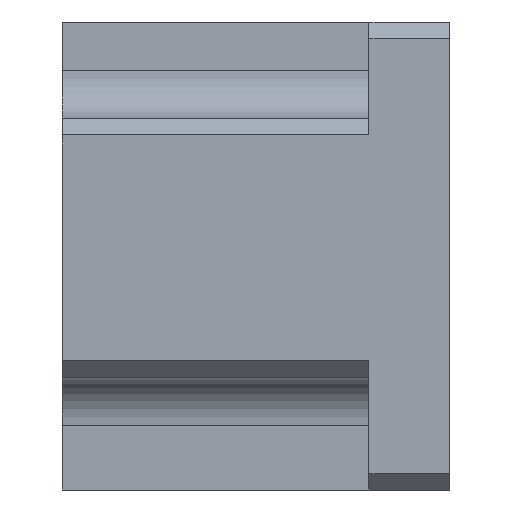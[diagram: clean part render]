
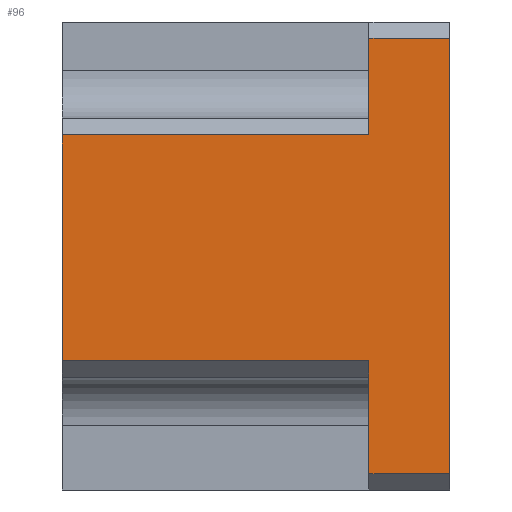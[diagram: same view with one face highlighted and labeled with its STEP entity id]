
A CAD part, left-side view. The second image highlights one B-rep face of the part: STEP entity #96.
In plain terms, the highlighted planar face has unit normal (-1, 0, 0).
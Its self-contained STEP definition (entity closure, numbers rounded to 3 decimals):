
#96=ADVANCED_FACE('',(#155),#130,.F.);
#130=PLANE('',#698);
#155=FACE_OUTER_BOUND('',#177,.T.);
#177=EDGE_LOOP('',(#226,#227,#228,#229,#230,#231,#232,#233));
#226=ORIENTED_EDGE('',*,*,#459,.F.);
#227=ORIENTED_EDGE('',*,*,#460,.T.);
#228=ORIENTED_EDGE('',*,*,#461,.F.);
#229=ORIENTED_EDGE('',*,*,#462,.T.);
#230=ORIENTED_EDGE('',*,*,#463,.T.);
#231=ORIENTED_EDGE('',*,*,#464,.T.);
#232=ORIENTED_EDGE('',*,*,#465,.T.);
#233=ORIENTED_EDGE('',*,*,#466,.T.);
#398=VERTEX_POINT('',#928);
#399=VERTEX_POINT('',#929);
#400=VERTEX_POINT('',#931);
#401=VERTEX_POINT('',#933);
#402=VERTEX_POINT('',#935);
#403=VERTEX_POINT('',#937);
#404=VERTEX_POINT('',#939);
#405=VERTEX_POINT('',#941);
#459=EDGE_CURVE('',#398,#399,#545,.T.);
#460=EDGE_CURVE('',#398,#400,#546,.T.);
#461=EDGE_CURVE('',#401,#400,#547,.T.);
#462=EDGE_CURVE('',#401,#402,#548,.T.);
#463=EDGE_CURVE('',#402,#403,#549,.T.);
#464=EDGE_CURVE('',#403,#404,#550,.T.);
#465=EDGE_CURVE('',#404,#405,#551,.T.);
#466=EDGE_CURVE('',#405,#399,#552,.T.);
#545=LINE('',#927,#614);
#546=LINE('',#930,#615);
#547=LINE('',#932,#616);
#548=LINE('',#934,#617);
#549=LINE('',#936,#618);
#550=LINE('',#938,#619);
#551=LINE('',#940,#620);
#552=LINE('',#942,#621);
#614=VECTOR('',#753,1.);
#615=VECTOR('',#754,1.);
#616=VECTOR('',#755,1.);
#617=VECTOR('',#756,1.);
#618=VECTOR('',#757,1.);
#619=VECTOR('',#758,1.);
#620=VECTOR('',#759,1.);
#621=VECTOR('',#760,1.);
#698=AXIS2_PLACEMENT_3D('',#943,#761,#762);
#753=DIRECTION('',(0.,0.,1.));
#754=DIRECTION('',(0.,-1.,0.));
#755=DIRECTION('',(0.,0.,1.));
#756=DIRECTION('',(0.,-1.,0.));
#757=DIRECTION('',(0.,0.,1.));
#758=DIRECTION('',(0.,1.,0.));
#759=DIRECTION('',(0.,0.,-1.));
#760=DIRECTION('',(0.,1.,0.));
#761=DIRECTION('',(1.,0.,0.));
#762=DIRECTION('',(0.,0.,-1.));
#927=CARTESIAN_POINT('',(-11.,24.,-15.));
#928=CARTESIAN_POINT('',(-11.,24.,-7.));
#929=CARTESIAN_POINT('',(-11.,24.,7.));
#930=CARTESIAN_POINT('',(-11.,5.,-7.));
#931=CARTESIAN_POINT('',(-11.,5.,-7.));
#932=CARTESIAN_POINT('',(-11.,5.,-15.));
#933=CARTESIAN_POINT('',(-11.,5.,-14.));
#934=CARTESIAN_POINT('',(-11.,24.,-14.));
#935=CARTESIAN_POINT('',(-11.,0.,-14.));
#936=CARTESIAN_POINT('',(-11.,0.,-15.));
#937=CARTESIAN_POINT('',(-11.,0.,13.));
#938=CARTESIAN_POINT('',(-11.,24.,13.));
#939=CARTESIAN_POINT('',(-11.,5.,13.));
#940=CARTESIAN_POINT('',(-11.,5.,-15.));
#941=CARTESIAN_POINT('',(-11.,5.,7.));
#942=CARTESIAN_POINT('',(-11.,24.,7.));
#943=CARTESIAN_POINT('',(-11.,24.,-15.));
